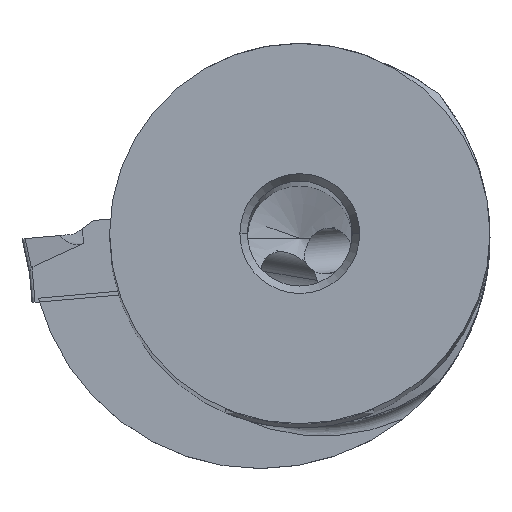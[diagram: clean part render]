
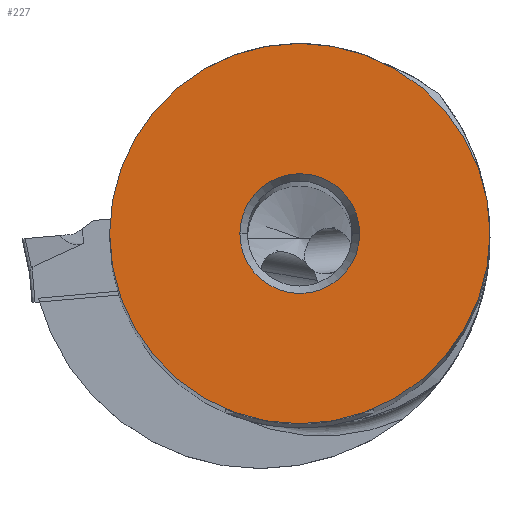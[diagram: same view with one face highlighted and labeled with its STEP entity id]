
A CAD part, top view. The second image highlights one B-rep face of the part: STEP entity #227.
In plain terms, the highlighted planar face has unit normal (0, 0, 1).
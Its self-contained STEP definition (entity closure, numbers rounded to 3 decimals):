
#62=FACE_BOUND('',#521,.T.);
#63=FACE_BOUND('',#522,.T.);
#227=ADVANCED_FACE('',(#62,#63),#317,.T.);
#317=PLANE('',#2851);
#521=EDGE_LOOP('',(#1017,#1018));
#522=EDGE_LOOP('',(#1019,#1020));
#1017=ORIENTED_EDGE('',*,*,#1829,.T.);
#1018=ORIENTED_EDGE('',*,*,#1834,.T.);
#1019=ORIENTED_EDGE('',*,*,#1835,.T.);
#1020=ORIENTED_EDGE('',*,*,#1836,.T.);
#1504=VERTEX_POINT('',#4976);
#1505=VERTEX_POINT('',#4978);
#1510=VERTEX_POINT('',#4991);
#1511=VERTEX_POINT('',#4992);
#1829=EDGE_CURVE('',#1504,#1505,#2174,.T.);
#1834=EDGE_CURVE('',#1505,#1504,#2175,.T.);
#1835=EDGE_CURVE('',#1510,#1511,#2176,.T.);
#1836=EDGE_CURVE('',#1511,#1510,#2177,.T.);
#2174=CIRCLE('',#2844,12.7);
#2175=CIRCLE('',#2848,12.7);
#2176=CIRCLE('',#2849,4.);
#2177=CIRCLE('',#2850,4.);
#2844=AXIS2_PLACEMENT_3D('',#4979,#3337,#3338);
#2848=AXIS2_PLACEMENT_3D('',#4989,#3347,#3348);
#2849=AXIS2_PLACEMENT_3D('',#4990,#3349,#3350);
#2850=AXIS2_PLACEMENT_3D('',#4993,#3351,#3352);
#2851=AXIS2_PLACEMENT_3D('',#4994,#3353,#3354);
#3337=DIRECTION('',(0.,0.,1.));
#3338=DIRECTION('',(1.,0.,0.));
#3347=DIRECTION('',(0.,0.,1.));
#3348=DIRECTION('',(-1.,0.,0.));
#3349=DIRECTION('',(0.,0.,-1.));
#3350=DIRECTION('',(1.,0.,0.));
#3351=DIRECTION('',(0.,0.,-1.));
#3352=DIRECTION('',(-1.,0.,0.));
#3353=DIRECTION('',(0.,0.,1.));
#3354=DIRECTION('',(-1.,0.,0.));
#4976=CARTESIAN_POINT('',(12.7,0.,0.));
#4978=CARTESIAN_POINT('',(-12.7,0.,0.));
#4979=CARTESIAN_POINT('',(0.,0.,0.));
#4989=CARTESIAN_POINT('',(0.,0.,0.));
#4990=CARTESIAN_POINT('',(0.,0.,0.));
#4991=CARTESIAN_POINT('',(4.,0.,0.));
#4992=CARTESIAN_POINT('',(-4.,0.,0.));
#4993=CARTESIAN_POINT('',(0.,0.,0.));
#4994=CARTESIAN_POINT('',(0.,0.,0.));
